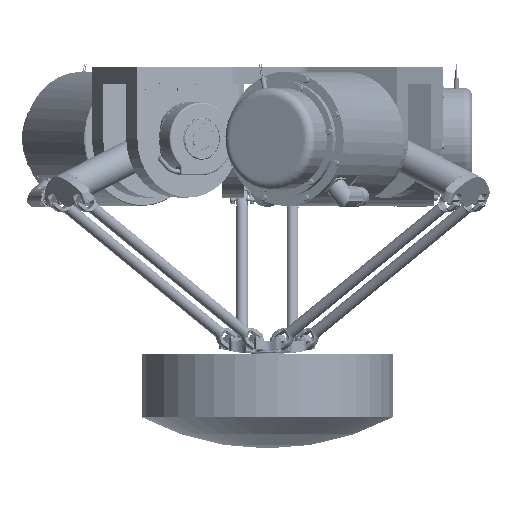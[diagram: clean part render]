
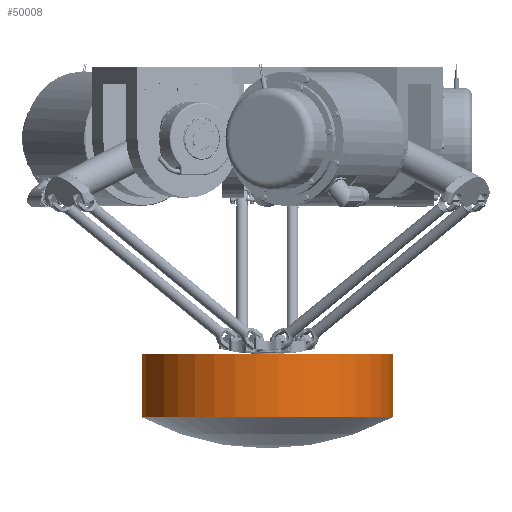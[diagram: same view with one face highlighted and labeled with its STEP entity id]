
A CAD part, left-side view. The second image highlights one B-rep face of the part: STEP entity #50008.
In plain terms, the highlighted cylindrical face has radius 150 mm (diameter 300 mm), a full revolution.
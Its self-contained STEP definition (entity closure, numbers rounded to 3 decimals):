
#2929=CYLINDRICAL_SURFACE('',#55063,150.);
#6656=LINE('',#98744,#10383);
#10383=VECTOR('',#68472,150.);
#14218=FACE_OUTER_BOUND('',#17291,.T.);
#17291=EDGE_LOOP('',(#45169,#45170,#45171,#45172));
#19606=CIRCLE('',#55061,150.);
#19608=CIRCLE('',#55064,150.);
#24168=VERTEX_POINT('',#98737);
#24170=VERTEX_POINT('',#98742);
#31168=EDGE_CURVE('',#24168,#24168,#19606,.T.);
#31170=EDGE_CURVE('',#24170,#24170,#19608,.T.);
#31171=EDGE_CURVE('',#24170,#24168,#6656,.T.);
#45169=ORIENTED_EDGE('',*,*,#31170,.F.);
#45170=ORIENTED_EDGE('',*,*,#31171,.T.);
#45171=ORIENTED_EDGE('',*,*,#31168,.T.);
#45172=ORIENTED_EDGE('',*,*,#31171,.F.);
#50008=ADVANCED_FACE('',(#14218),#2929,.T.);
#55061=AXIS2_PLACEMENT_3D('',#98738,#68464,#68465);
#55063=AXIS2_PLACEMENT_3D('',#98741,#68468,#68469);
#55064=AXIS2_PLACEMENT_3D('',#98743,#68470,#68471);
#68464=DIRECTION('center_axis',(0.,0.,1.));
#68465=DIRECTION('ref_axis',(1.,0.,0.));
#68468=DIRECTION('center_axis',(0.,0.,1.));
#68469=DIRECTION('ref_axis',(1.,0.,0.));
#68470=DIRECTION('center_axis',(0.,0.,1.));
#68471=DIRECTION('ref_axis',(1.,0.,0.));
#68472=DIRECTION('',(0.,0.,-1.));
#98737=CARTESIAN_POINT('',(-150.,0.,-335.));
#98738=CARTESIAN_POINT('Origin',(0.,0.,-335.));
#98741=CARTESIAN_POINT('Origin',(0.,0.,-297.5));
#98742=CARTESIAN_POINT('',(-150.,0.,-260.));
#98743=CARTESIAN_POINT('Origin',(0.,0.,-260.));
#98744=CARTESIAN_POINT('',(-150.,0.,-297.5));
